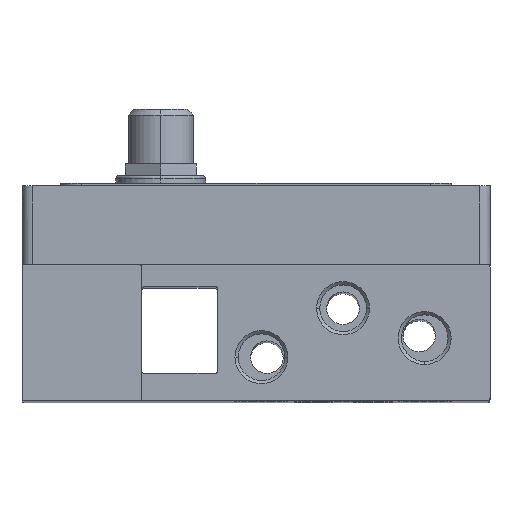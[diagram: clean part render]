
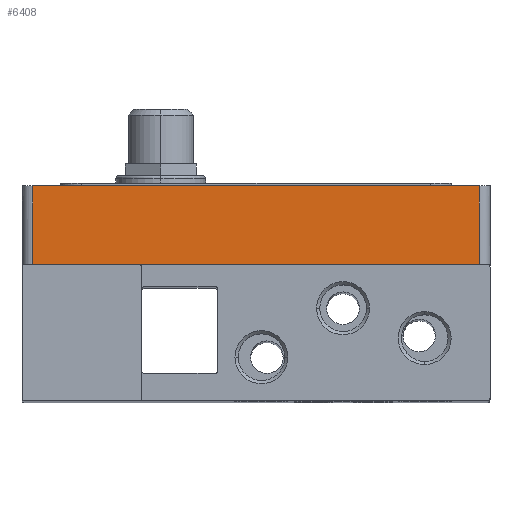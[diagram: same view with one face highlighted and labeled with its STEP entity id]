
A CAD part, top view. The second image highlights one B-rep face of the part: STEP entity #6408.
In plain terms, the highlighted planar face has unit normal (0, 0, 1).
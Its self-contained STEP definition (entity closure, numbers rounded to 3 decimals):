
#69 = CARTESIAN_POINT ( 'NONE',  ( 2., 39.5, 20.5 ) ) ;
#553 = LINE ( 'NONE', #6079, #2256 ) ;
#1186 = FACE_OUTER_BOUND ( 'NONE', #7252, .T. ) ;
#1298 = VERTEX_POINT ( 'NONE', #2724 ) ;
#1424 = CARTESIAN_POINT ( 'NONE',  ( 85.5, 25., 20.5 ) ) ;
#1546 = ORIENTED_EDGE ( 'NONE', *, *, #5797, .F. ) ;
#1693 = CARTESIAN_POINT ( 'NONE',  ( 84., 25., 20.5 ) ) ;
#2256 = VECTOR ( 'NONE', #4375, 1000. ) ;
#2724 = CARTESIAN_POINT ( 'NONE',  ( 2., 39.5, 20.5 ) ) ;
#2736 = DIRECTION ( 'NONE',  ( 0., 1., 0. ) ) ;
#3664 = EDGE_CURVE ( 'NONE', #1298, #4369, #11600, .T. ) ;
#4255 = LINE ( 'NONE', #1424, #10637 ) ;
#4369 = VERTEX_POINT ( 'NONE', #7211 ) ;
#4375 = DIRECTION ( 'NONE',  ( 0., -1., 0. ) ) ;
#4902 = CARTESIAN_POINT ( 'NONE',  ( 2., 25., 20.5 ) ) ;
#4959 = CARTESIAN_POINT ( 'NONE',  ( 2., 39.5, 20.5 ) ) ;
#5326 = DIRECTION ( 'NONE',  ( 1., 0., 0. ) ) ;
#5797 = EDGE_CURVE ( 'NONE', #7634, #1298, #12259, .T. ) ;
#6079 = CARTESIAN_POINT ( 'NONE',  ( 84., 39.5, 20.5 ) ) ;
#6220 = ORIENTED_EDGE ( 'NONE', *, *, #3664, .F. ) ;
#6331 = ORIENTED_EDGE ( 'NONE', *, *, #11772, .T. ) ;
#6408 = ADVANCED_FACE ( 'NONE', ( #1186 ), #7646, .F. ) ;
#6575 = VERTEX_POINT ( 'NONE', #1693 ) ;
#7211 = CARTESIAN_POINT ( 'NONE',  ( 84., 39.5, 20.5 ) ) ;
#7252 = EDGE_LOOP ( 'NONE', ( #10621, #6220, #1546, #6331 ) ) ;
#7514 = CARTESIAN_POINT ( 'NONE',  ( 2., 39.5, 20.5 ) ) ;
#7634 = VERTEX_POINT ( 'NONE', #4902 ) ;
#7646 = PLANE ( 'NONE',  #9414 ) ;
#8443 = VECTOR ( 'NONE', #10478, 1000. ) ;
#9414 = AXIS2_PLACEMENT_3D ( 'NONE', #4959, #12400, #11477 ) ;
#10196 = VECTOR ( 'NONE', #2736, 1000. ) ;
#10478 = DIRECTION ( 'NONE',  ( 1., 0., 0. ) ) ;
#10621 = ORIENTED_EDGE ( 'NONE', *, *, #10633, .F. ) ;
#10633 = EDGE_CURVE ( 'NONE', #4369, #6575, #553, .T. ) ;
#10637 = VECTOR ( 'NONE', #5326, 1000. ) ;
#11477 = DIRECTION ( 'NONE',  ( -1., 0., 0. ) ) ;
#11600 = LINE ( 'NONE', #69, #8443 ) ;
#11772 = EDGE_CURVE ( 'NONE', #7634, #6575, #4255, .T. ) ;
#12259 = LINE ( 'NONE', #7514, #10196 ) ;
#12400 = DIRECTION ( 'NONE',  ( 0., 0., -1. ) ) ;
